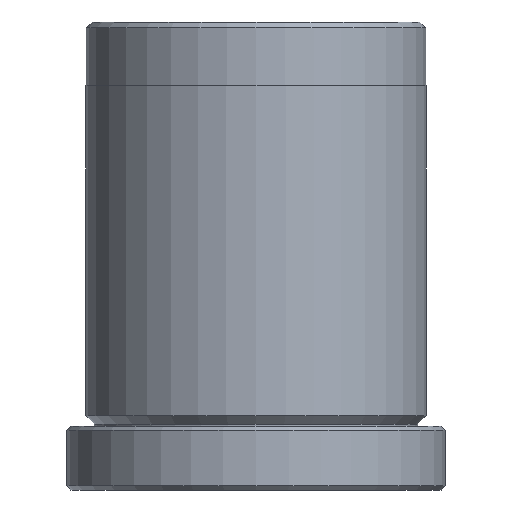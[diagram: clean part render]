
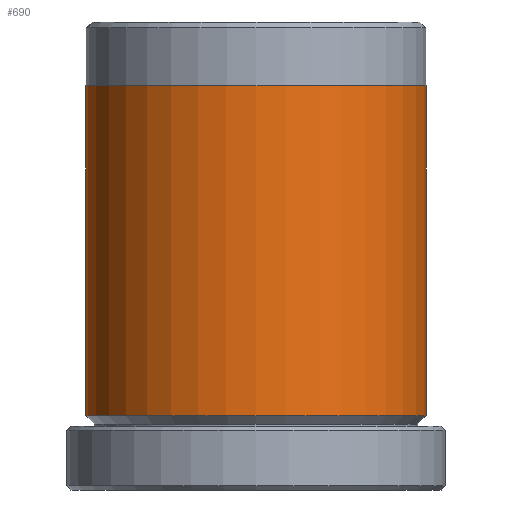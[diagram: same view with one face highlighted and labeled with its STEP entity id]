
A CAD part, front view. The second image highlights one B-rep face of the part: STEP entity #690.
In plain terms, the highlighted cylindrical face has radius 8 mm (diameter 16 mm), a partial arc.
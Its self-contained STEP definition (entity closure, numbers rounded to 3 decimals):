
#77 = EDGE_CURVE ( 'NONE', #455, #125, #2099, .T. ) ;
#110 = AXIS2_PLACEMENT_3D ( 'NONE', #1917, #849, #1209 ) ;
#120 = EDGE_LOOP ( 'NONE', ( #488, #427, #383, #264 ) ) ;
#125 = VERTEX_POINT ( 'NONE', #1145 ) ;
#208 = CARTESIAN_POINT ( 'NONE',  ( -8., 0., 19. ) ) ;
#232 = VECTOR ( 'NONE', #1258, 1000. ) ;
#264 = ORIENTED_EDGE ( 'NONE', *, *, #1991, .F. ) ;
#289 = DIRECTION ( 'NONE',  ( -1., 0., 0. ) ) ;
#305 = CARTESIAN_POINT ( 'NONE',  ( 8., 0., 19. ) ) ;
#308 = DIRECTION ( 'NONE',  ( 0., 0., -1. ) ) ;
#346 = CYLINDRICAL_SURFACE ( 'NONE', #1509, 8. ) ;
#357 = AXIS2_PLACEMENT_3D ( 'NONE', #1911, #1747, #1376 ) ;
#383 = ORIENTED_EDGE ( 'NONE', *, *, #77, .T. ) ;
#427 = ORIENTED_EDGE ( 'NONE', *, *, #1143, .F. ) ;
#435 = CARTESIAN_POINT ( 'NONE',  ( 0., 0., 22. ) ) ;
#452 = DIRECTION ( 'NONE',  ( 0., 0., -1. ) ) ;
#455 = VERTEX_POINT ( 'NONE', #208 ) ;
#488 = ORIENTED_EDGE ( 'NONE', *, *, #1184, .F. ) ;
#604 = FACE_OUTER_BOUND ( 'NONE', #120, .T. ) ;
#690 = ADVANCED_FACE ( 'NONE', ( #604 ), #346, .T. ) ;
#743 = VECTOR ( 'NONE', #308, 1000. ) ;
#849 = DIRECTION ( 'NONE',  ( 0., 0., 1. ) ) ;
#990 = CARTESIAN_POINT ( 'NONE',  ( 8., 0., 22. ) ) ;
#1008 = CIRCLE ( 'NONE', #110, 8. ) ;
#1143 = EDGE_CURVE ( 'NONE', #455, #1585, #1008, .T. ) ;
#1145 = CARTESIAN_POINT ( 'NONE',  ( -8., 0., 3.5 ) ) ;
#1184 = EDGE_CURVE ( 'NONE', #1585, #2044, #1439, .T. ) ;
#1209 = DIRECTION ( 'NONE',  ( 1., 0., 0. ) ) ;
#1258 = DIRECTION ( 'NONE',  ( 0., 0., -1. ) ) ;
#1346 = CARTESIAN_POINT ( 'NONE',  ( -8., 0., 22. ) ) ;
#1376 = DIRECTION ( 'NONE',  ( -1., 0., 0. ) ) ;
#1427 = CIRCLE ( 'NONE', #357, 8. ) ;
#1439 = LINE ( 'NONE', #990, #743 ) ;
#1509 = AXIS2_PLACEMENT_3D ( 'NONE', #435, #452, #289 ) ;
#1585 = VERTEX_POINT ( 'NONE', #305 ) ;
#1747 = DIRECTION ( 'NONE',  ( 0., 0., -1. ) ) ;
#1829 = CARTESIAN_POINT ( 'NONE',  ( 8., 0., 3.5 ) ) ;
#1911 = CARTESIAN_POINT ( 'NONE',  ( 0., 0., 3.5 ) ) ;
#1917 = CARTESIAN_POINT ( 'NONE',  ( 0., 0., 19. ) ) ;
#1991 = EDGE_CURVE ( 'NONE', #2044, #125, #1427, .T. ) ;
#2044 = VERTEX_POINT ( 'NONE', #1829 ) ;
#2099 = LINE ( 'NONE', #1346, #232 ) ;
